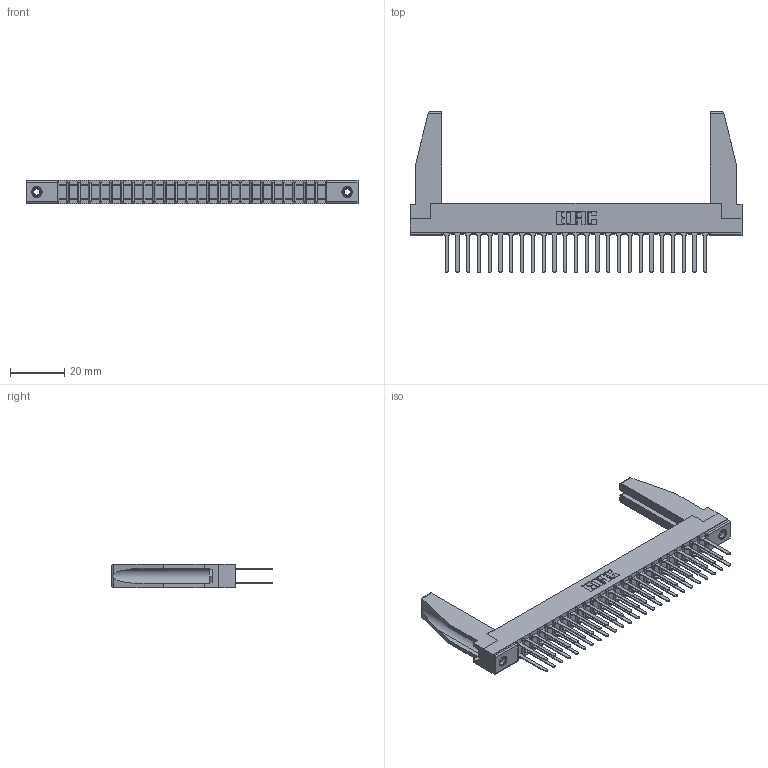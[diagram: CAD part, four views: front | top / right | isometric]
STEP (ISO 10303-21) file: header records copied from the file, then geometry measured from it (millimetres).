
FILE_DESCRIPTION (( 'STEP AP203' ), '1' );
FILE_NAME ('357-050-442-278.STEP', '2020-10-04T05:46:14', ( '' ), ( '' ), 'SwSTEP 2.0', 'SolidWorks 2020', '' );
FILE_SCHEMA (( 'CONFIG_CONTROL_DESIGN' ));
Length unit declared in the file: inch
Products named in the file (5): 307 Part_.156 Dia Mounting Holes; 345-250-001_345-250-001-102; 307-290-001_542; 357-050-442-278; 307-220-078
Assembly tree (55 placements, depth 2):
  357-050-442-278
    307 Part_.156 Dia Mounting Holes
    307-290-001_542  x50
    307-220-078  x2
    345-250-001_345-250-001-102  x2
Bounding box: 122.07 x 59.13 x 8.71 mm (x, y, z)
Volume: 12168.8 mm3; surface area: 19484.1 mm2
Topology: 55 solids, 55 shells, 2574 faces, 7153 edges, 4622 vertices
Faces by surface type: plane 1704, cylinder 802, sphere 52, cone 12, torus 4
Entity records: 26735 total; most frequent: CARTESIAN_POINT 4387, ORIENTED_EDGE 4304, DIRECTION 4258, EDGE_CURVE 2152, LINE 1648, VECTOR 1648, VERTEX_POINT 1392, AXIS2_PLACEMENT_3D 1305
